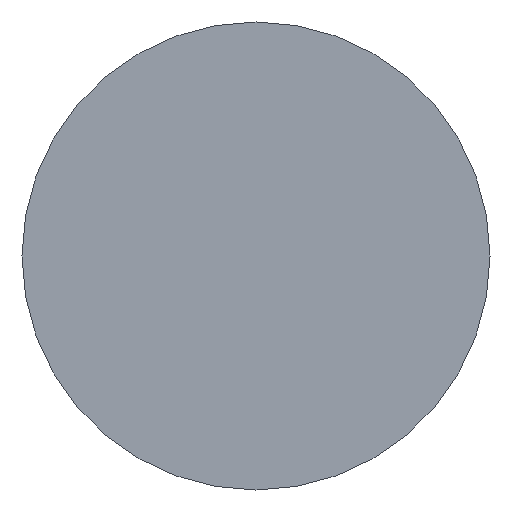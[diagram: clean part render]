
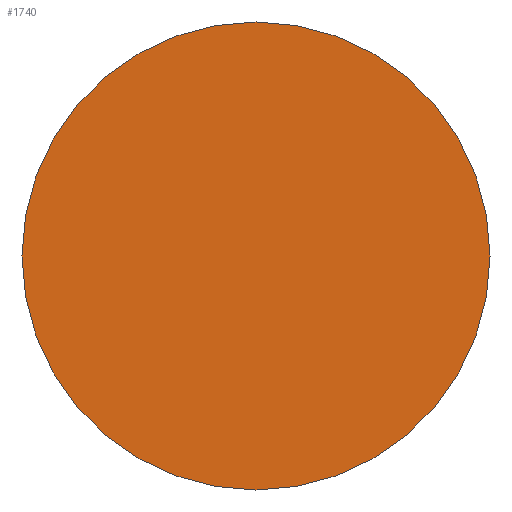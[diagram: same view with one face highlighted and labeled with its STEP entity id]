
A CAD part, front view. The second image highlights one B-rep face of the part: STEP entity #1740.
In plain terms, the highlighted planar face has unit normal (0, -1, 0).
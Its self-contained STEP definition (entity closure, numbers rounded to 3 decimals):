
#5 = PLANE ( 'NONE',  #1854 ) ;
#22 = ORIENTED_EDGE ( 'NONE', *, *, #1809, .T. ) ;
#42 = EDGE_LOOP ( 'NONE', ( #22, #1886 ) ) ;
#70 = DIRECTION ( 'NONE',  ( 0., -1., 0. ) ) ;
#149 = DIRECTION ( 'NONE',  ( 0., -1., 0. ) ) ;
#159 = DIRECTION ( 'NONE',  ( -1., 0., 0. ) ) ;
#174 = EDGE_CURVE ( 'NONE', #1426, #872, #419, .T. ) ;
#178 = FACE_OUTER_BOUND ( 'NONE', #42, .T. ) ;
#266 = DIRECTION ( 'NONE',  ( 1., 0., 0. ) ) ;
#419 = CIRCLE ( 'NONE', #509, 30.4 ) ;
#509 = AXIS2_PLACEMENT_3D ( 'NONE', #1432, #70, #266 ) ;
#613 = DIRECTION ( 'NONE',  ( 0., -1., 0. ) ) ;
#872 = VERTEX_POINT ( 'NONE', #1261 ) ;
#1027 = CARTESIAN_POINT ( 'NONE',  ( 0., 0., 0. ) ) ;
#1067 = DIRECTION ( 'NONE',  ( 1., 0., 0. ) ) ;
#1261 = CARTESIAN_POINT ( 'NONE',  ( 30.4, 0., 0. ) ) ;
#1426 = VERTEX_POINT ( 'NONE', #1480 ) ;
#1431 = CIRCLE ( 'NONE', #1581, 30.4 ) ;
#1432 = CARTESIAN_POINT ( 'NONE',  ( 0., 0., 0. ) ) ;
#1480 = CARTESIAN_POINT ( 'NONE',  ( -30.4, 0., 0. ) ) ;
#1581 = AXIS2_PLACEMENT_3D ( 'NONE', #1027, #149, #1067 ) ;
#1740 = ADVANCED_FACE ( 'NONE', ( #178 ), #5, .T. ) ;
#1760 = CARTESIAN_POINT ( 'NONE',  ( 31.616, 0., 31.638 ) ) ;
#1809 = EDGE_CURVE ( 'NONE', #872, #1426, #1431, .T. ) ;
#1854 = AXIS2_PLACEMENT_3D ( 'NONE', #1760, #613, #159 ) ;
#1886 = ORIENTED_EDGE ( 'NONE', *, *, #174, .T. ) ;
